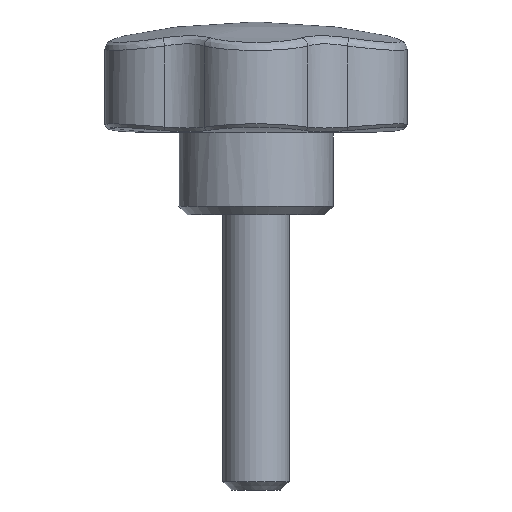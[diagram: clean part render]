
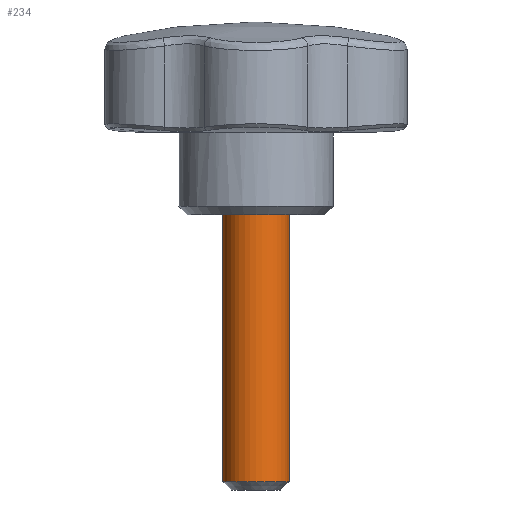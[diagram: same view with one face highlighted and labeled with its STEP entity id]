
A CAD part, front view. The second image highlights one B-rep face of the part: STEP entity #234.
In plain terms, the highlighted cylindrical face has radius 6 mm (diameter 12 mm), a full revolution.
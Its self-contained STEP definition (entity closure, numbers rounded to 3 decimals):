
#234 = ADVANCED_FACE( '', ( #473, #474 ), #475, .T. );
#473 = FACE_OUTER_BOUND( '', #3345, .T. );
#474 = FACE_OUTER_BOUND( '', #3346, .T. );
#475 = CYLINDRICAL_SURFACE( '', #3347, 6. );
#3345 = EDGE_LOOP( '', ( #4025 ) );
#3346 = EDGE_LOOP( '', ( #4026 ) );
#3347 = AXIS2_PLACEMENT_3D( '', #4027, #4028, #4029 );
#4025 = ORIENTED_EDGE( '', *, *, #4220, .T. );
#4026 = ORIENTED_EDGE( '', *, *, #4273, .F. );
#4027 = CARTESIAN_POINT( '', ( 0., 0., 49. ) );
#4028 = DIRECTION( '', ( 0., 0., -1. ) );
#4029 = DIRECTION( '', ( 1., 0., 0. ) );
#4220 = EDGE_CURVE( '', #4553, #4553, #4554, .T. );
#4273 = EDGE_CURVE( '', #4614, #4614, #4615, .T. );
#4553 = VERTEX_POINT( '', #6588 );
#4554 = CIRCLE( '', #6589, 6. );
#4614 = VERTEX_POINT( '', #7257 );
#4615 = CIRCLE( '', #7258, 6. );
#6588 = CARTESIAN_POINT( '', ( 6., 0., -48.5 ) );
#6589 = AXIS2_PLACEMENT_3D( '', #7450, #7451, #7452 );
#7257 = CARTESIAN_POINT( '', ( 6., 0., 0. ) );
#7258 = AXIS2_PLACEMENT_3D( '', #7468, #7469, #7470 );
#7450 = CARTESIAN_POINT( '', ( 0., 0., -48.5 ) );
#7451 = DIRECTION( '', ( 0., 0., 1. ) );
#7452 = DIRECTION( '', ( 1., 0., 0. ) );
#7468 = CARTESIAN_POINT( '', ( 0., 0., 0. ) );
#7469 = DIRECTION( '', ( 0., 0., 1. ) );
#7470 = DIRECTION( '', ( 1., 0., 0. ) );
